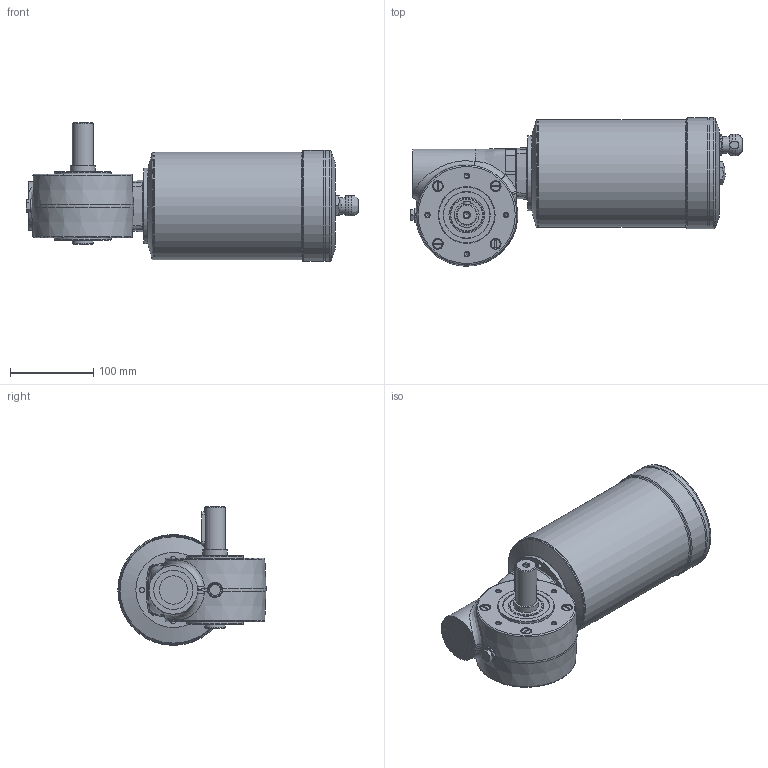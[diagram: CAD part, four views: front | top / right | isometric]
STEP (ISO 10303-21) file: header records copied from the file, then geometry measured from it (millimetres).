
FILE_DESCRIPTION( ( 'Unknown' ), '1' );
FILE_NAME( 'E1ACF672EAE0EA8A5CF9763C437D2D89.3d.stp', 'Unknown', ( 'Unknown' ), ( 'Unknown' ), 'PSStep 10.1', 'Unknown', ' ' );
FILE_SCHEMA( ( 'AUTOMOTIVE_DESIGN { 1 0 10303 214 1 1 1 1 }' ) );
Length unit declared in the file: millimetre
Products named in the file (1): N508800
Bounding box: 398 x 177.72 x 166.5 mm (x, y, z)
Volume: 4103473 mm3; surface area: 205824.4 mm2
Topology: 1 solids, 11 shells, 455 faces, 1088 edges, 691 vertices
Faces by surface type: plane 164, cylinder 127, cone 95, bspline 39, torus 29, sphere 1
Full cylindrical faces by diameter (mm): 3.242 x2, 4.134 x8, 4.917 x22, 6 x8, 6.5 x4, 6.647 x2, 7 x1, 10 x4, 10.5 x4, 11 x1, 13.4 x1, 16.662 x1, 17 x1, 18 x1, 20 x1, 23.7 x1, 25 x3, 29.5 x1, 30 x1, 34 x1, 40 x1, 42.5 x2, 47 x1, 52 x1, 55 x1, 60 x1, 68 x2, 90 x1, 128.98 x1, 129 x2
Entity records: 19847 total; most frequent: CARTESIAN_POINT 7230, DIRECTION 1847, ORIENTED_EDGE 1608, AXIS2_PLACEMENT_3D 813, EDGE_CURVE 804, EDGE_LOOP 686, VERTEX_POINT 603, FACE_OUTER_BOUND 557
